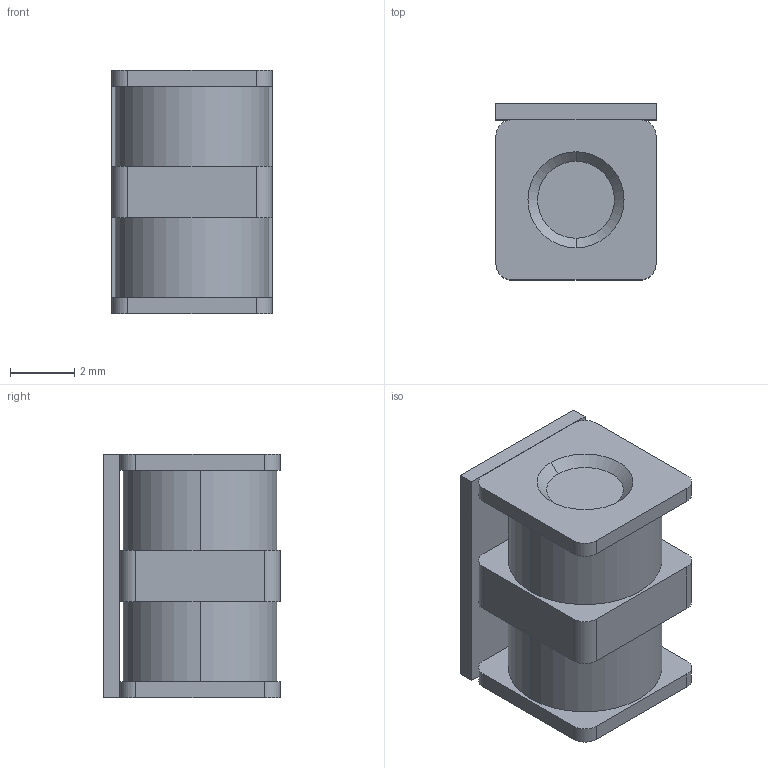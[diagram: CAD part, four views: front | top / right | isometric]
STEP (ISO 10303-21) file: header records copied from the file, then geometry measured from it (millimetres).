
FILE_DESCRIPTION (( 'STEP AP214' ), '1' );
FILE_NAME ('B3D090L-C.STEP', '2023-06-21T13:47:59', ( '' ), ( '' ), 'SwSTEP 2.0', 'SolidWorks 2018', '' );
FILE_SCHEMA (( 'AUTOMOTIVE_DESIGN' ));
Length unit declared in the file: millimetre
Products named in the file (1): B3D090L-C
Bounding box: 5 x 5.5 x 7.6 mm (x, y, z)
Volume: 170.5 mm3; surface area: 292.2 mm2
Topology: 2 solids, 2 shells, 61 faces, 214 edges, 178 vertices
Faces by surface type: plane 41, cylinder 16, cone 4
Entity records: 3375 total; most frequent: CARTESIAN_POINT 924, ORIENTED_EDGE 428, DIRECTION 272, EDGE_CURVE 214, VERTEX_POINT 178, B_SPLINE_CURVE_WITH_KNOTS 106, AXIS2_PLACEMENT_3D 102, EDGE_LOOP 82
